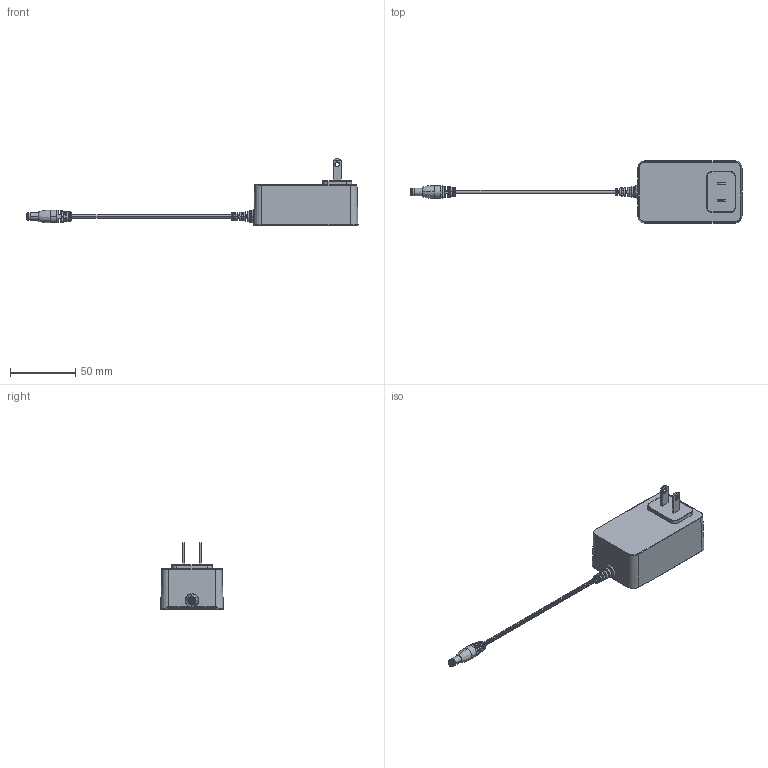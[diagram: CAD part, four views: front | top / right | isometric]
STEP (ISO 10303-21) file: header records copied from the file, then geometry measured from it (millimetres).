
FILE_DESCRIPTION (( 'STEP AP203' ), '1' );
FILE_NAME ('16-00217_revA.STEP', '2020-09-10T18:04:49', ( '' ), ( '' ), 'SwSTEP 2.0', 'SolidWorks 2015', '' );
FILE_SCHEMA (( 'CONFIG_CONTROL_DESIGN' ));
Length unit declared in the file: millimetre
Products named in the file (14): 50-00129; UL_1-15 pin; 26-00008_top; 24-00003; 50-00129 shell; 24-00348; 26-00008; 50-00129 insulator; 16-00217_revA; 30-00338_stripped and tinned; 10-03777; 26-00008_bottom; Nema 1-15 plug; 50-00129 contact
Assembly tree (14 placements, depth 4):
  16-00217_revA
    26-00008
      26-00008_bottom
      26-00008_top
    Nema 1-15 plug
      UL_1-15 pin  x2
    10-03777
      30-00338_stripped and tinned
      24-00003
      24-00348
      50-00129
        50-00129 contact
        50-00129 insulator
        50-00129 shell
Bounding box: 254.41 x 47.98 x 51.1 mm (x, y, z)
Volume: 29739.1 mm3; surface area: 44484.7 mm2
Topology: 151 solids, 151 shells, 1382 faces, 2944 edges, 1920 vertices
Faces by surface type: plane 733, cylinder 420, bspline 139, torus 46, cone 44
Entity records: 45086 total; most frequent: CARTESIAN_POINT 14649, DIRECTION 6001, ORIENTED_EDGE 5760, EDGE_CURVE 2880, AXIS2_PLACEMENT_3D 2282, VERTEX_POINT 1880, EDGE_LOOP 1448, LINE 1437
